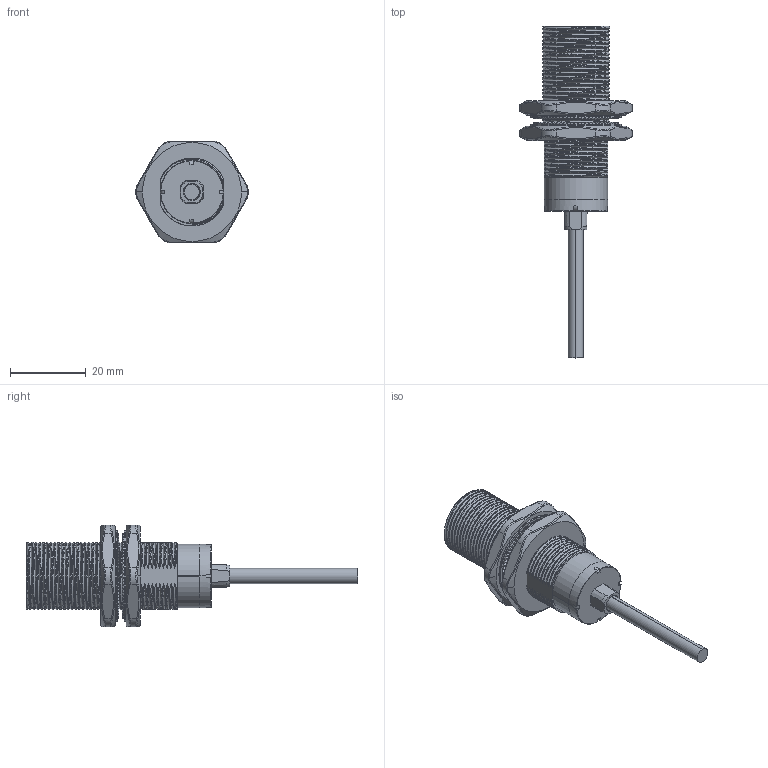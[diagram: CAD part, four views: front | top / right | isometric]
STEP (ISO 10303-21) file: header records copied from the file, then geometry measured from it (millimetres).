
FILE_DESCRIPTION((''),'2;1');
FILE_NAME('PRT0001','2022-03-12T',('EDY'),(''),'CREO PARAMETRIC BY PTC INC, 2018070','CREO PARAMETRIC BY PTC INC, 2018070','');
FILE_SCHEMA(('CONFIG_CONTROL_DESIGN'));
Products named in the file (1): PRT0001
Bounding box: 29.77 x 87.9 x 27 mm (x, y, z)
Volume: 11184.9 mm3; surface area: 16259.9 mm2
Topology: 1 solids, 14 shells, 1316 faces, 3623 edges, 2432 vertices
Faces by surface type: plane 950, cylinder 162, bspline 122, cone 50, torus 32
Entity records: 66752 total; most frequent: CARTESIAN_POINT 35021, ORIENTED_EDGE 6917, DIRECTION 5451, EDGE_CURVE 3623, VECTOR 2581, LINE 2581, VERTEX_POINT 2432, EDGE_LOOP 1481
